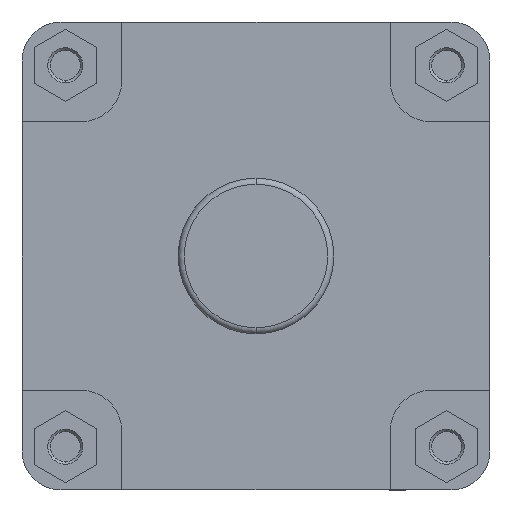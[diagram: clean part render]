
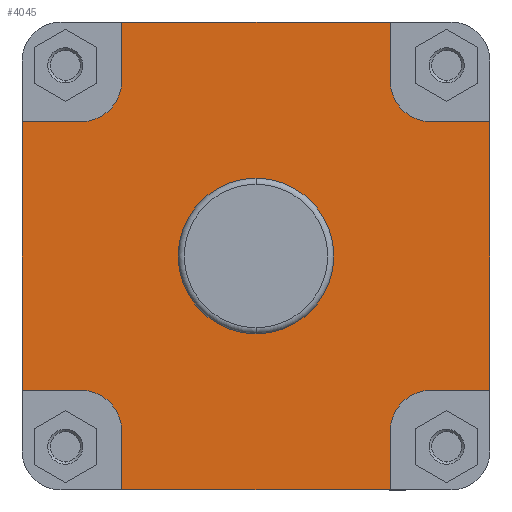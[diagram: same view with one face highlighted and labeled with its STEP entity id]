
A CAD part, left-side view. The second image highlights one B-rep face of the part: STEP entity #4045.
In plain terms, the highlighted planar face has unit normal (-1, 0, 0).
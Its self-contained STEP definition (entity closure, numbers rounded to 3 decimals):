
#514 = CARTESIAN_POINT ( 'NONE',  ( 67., 77.5, -135. ) ) ;
#515 = DIRECTION ( 'NONE',  ( 0., 0., 1. ) ) ;
#528 = CARTESIAN_POINT ( 'NONE',  ( 67., 0., 0. ) ) ;
#529 = DIRECTION ( 'NONE',  ( -1., 0., 0. ) ) ;
#530 = DIRECTION ( 'NONE',  ( 0., 0., 1. ) ) ;
#626 = CARTESIAN_POINT ( 'NONE',  ( 67., -297.141, 135. ) ) ;
#629 = DIRECTION ( 'NONE',  ( 0., -1., 0. ) ) ;
#983 = CARTESIAN_POINT ( 'NONE',  ( 67., 135., 77.5 ) ) ;
#984 = DIRECTION ( 'NONE',  ( 0., -1., 0. ) ) ;
#1052 = CARTESIAN_POINT ( 'NONE',  ( 67., 101., -77.5 ) ) ;
#1053 = DIRECTION ( 'NONE',  ( 0., 1., 0. ) ) ;
#1099 = CARTESIAN_POINT ( 'NONE',  ( 67., -101., 101. ) ) ;
#1106 = DIRECTION ( 'NONE',  ( -1., 0., 0. ) ) ;
#1107 = DIRECTION ( 'NONE',  ( 0., 0., -1. ) ) ;
#1120 = CARTESIAN_POINT ( 'NONE',  ( 67., 101., -101. ) ) ;
#1122 = DIRECTION ( 'NONE',  ( -1., 0., 0. ) ) ;
#1123 = DIRECTION ( 'NONE',  ( 0., 0., -1. ) ) ;
#1200 = CARTESIAN_POINT ( 'NONE',  ( 67., -77.5, -101. ) ) ;
#1202 = DIRECTION ( 'NONE',  ( 0., 0., -1. ) ) ;
#1205 = CARTESIAN_POINT ( 'NONE',  ( 67., -101., 77.5 ) ) ;
#1206 = DIRECTION ( 'NONE',  ( 0., -1., 0. ) ) ;
#1210 = CARTESIAN_POINT ( 'NONE',  ( 67., 0., 0. ) ) ;
#1218 = DIRECTION ( 'NONE',  ( -1., 0., 0. ) ) ;
#1219 = DIRECTION ( 'NONE',  ( 0., 0., 1. ) ) ;
#1224 = CARTESIAN_POINT ( 'NONE',  ( 67., -135., -77.5 ) ) ;
#1225 = DIRECTION ( 'NONE',  ( 0., 1., 0. ) ) ;
#1234 = CARTESIAN_POINT ( 'NONE',  ( 67., -297.141, -135. ) ) ;
#1235 = DIRECTION ( 'NONE',  ( 0., -1., 0. ) ) ;
#1239 = CARTESIAN_POINT ( 'NONE',  ( 67., -101., -101. ) ) ;
#1243 = DIRECTION ( 'NONE',  ( -1., 0., 0. ) ) ;
#1244 = DIRECTION ( 'NONE',  ( 0., 0., -1. ) ) ;
#1272 = CARTESIAN_POINT ( 'NONE',  ( 67., 101., 101. ) ) ;
#1278 = CARTESIAN_POINT ( 'NONE',  ( 67., -135., 0. ) ) ;
#1279 = DIRECTION ( 'NONE',  ( 0., 0., 1. ) ) ;
#1282 = CARTESIAN_POINT ( 'NONE',  ( 67., 77.5, 101. ) ) ;
#1283 = DIRECTION ( 'NONE',  ( 0., 0., 1. ) ) ;
#1285 = DIRECTION ( 'NONE',  ( -1., 0., 0. ) ) ;
#1286 = DIRECTION ( 'NONE',  ( 0., 0., -1. ) ) ;
#1292 = CARTESIAN_POINT ( 'NONE',  ( 67., 135., 0. ) ) ;
#1293 = DIRECTION ( 'NONE',  ( 0., 0., 1. ) ) ;
#1303 = CARTESIAN_POINT ( 'NONE',  ( 67., -77.5, 135. ) ) ;
#1304 = DIRECTION ( 'NONE',  ( 0., 0., -1. ) ) ;
#1428 = EDGE_CURVE ( 'NONE', #4258, #4256, #3580, .T. ) ;
#1434 = EDGE_CURVE ( 'NONE', #4235, #4188, #3594, .T. ) ;
#1477 = EDGE_CURVE ( 'NONE', #4157, #4191, #3658, .T. ) ;
#1616 = EDGE_CURVE ( 'NONE', #4259, #4239, #3889, .T. ) ;
#1648 = EDGE_CURVE ( 'NONE', #4156, #4200, #3954, .T. ) ;
#1669 = EDGE_CURVE ( 'NONE', #4150, #4241, #3986, .T. ) ;
#1675 = EDGE_CURVE ( 'NONE', #4256, #4156, #3993, .T. ) ;
#1711 = EDGE_CURVE ( 'NONE', #4165, #4260, #4503, .T. ) ;
#1713 = EDGE_CURVE ( 'NONE', #4241, #4148, #4515, .T. ) ;
#1717 = EDGE_CURVE ( 'NONE', #4188, #4235, #4524, .T. ) ;
#1720 = EDGE_CURVE ( 'NONE', #4143, #4231, #4519, .T. ) ;
#1725 = EDGE_CURVE ( 'NONE', #4258, #4260, #4535, .T. ) ;
#1729 = EDGE_CURVE ( 'NONE', #4231, #4165, #4542, .T. ) ;
#1743 = EDGE_CURVE ( 'NONE', #4143, #4148, #4562, .T. ) ;
#1745 = EDGE_CURVE ( 'NONE', #4238, #4157, #4568, .T. ) ;
#1746 = EDGE_CURVE ( 'NONE', #4239, #4238, #4572, .T. ) ;
#1749 = EDGE_CURVE ( 'NONE', #4200, #4259, #4575, .T. ) ;
#1754 = EDGE_CURVE ( 'NONE', #4191, #4150, #4582, .T. ) ;
#1918 = AXIS2_PLACEMENT_3D ( 'NONE', #528, #529, #530 ) ;
#1997 = AXIS2_PLACEMENT_3D ( 'NONE', #1099, #1106, #1107 ) ;
#2001 = AXIS2_PLACEMENT_3D ( 'NONE', #1120, #1122, #1123 ) ;
#2012 = AXIS2_PLACEMENT_3D ( 'NONE', #1210, #1218, #1219 ) ;
#2016 = AXIS2_PLACEMENT_3D ( 'NONE', #1239, #1243, #1244 ) ;
#2023 = AXIS2_PLACEMENT_3D ( 'NONE', #1272, #1285, #1286 ) ;
#2232 = AXIS2_PLACEMENT_3D ( 'NONE', #6453, #6463, #6464 ) ;
#3159 = EDGE_LOOP ( 'NONE', ( #4367, #4457, #4445, #4465, #4428, #4467, #4384, #4471, #4442, #4444, #4472, #4462, #4437, #4451, #4415, #4403 ) ) ;
#3366 = EDGE_LOOP ( 'NONE', ( #4480, #4479 ) ) ;
#3580 = LINE ( 'NONE', #514, #3581 ) ;
#3581 = VECTOR ( 'NONE', #515, 1000. ) ;
#3594 = CIRCLE ( 'NONE', #1918, 44.9 ) ;
#3658 = LINE ( 'NONE', #626, #3666 ) ;
#3666 = VECTOR ( 'NONE', #629, 1000. ) ;
#3889 = LINE ( 'NONE', #983, #3891 ) ;
#3891 = VECTOR ( 'NONE', #984, 1000. ) ;
#3954 = LINE ( 'NONE', #1052, #3955 ) ;
#3955 = VECTOR ( 'NONE', #1053, 1000. ) ;
#3986 = CIRCLE ( 'NONE', #1997, 23.5 ) ;
#3993 = CIRCLE ( 'NONE', #2001, 23.5 ) ;
#4045 = ADVANCED_FACE ( 'NONE', ( #5108, #5106 ), #6462, .F. ) ;
#4143 = VERTEX_POINT ( 'NONE', #6813 ) ;
#4148 = VERTEX_POINT ( 'NONE', #6816 ) ;
#4150 = VERTEX_POINT ( 'NONE', #6818 ) ;
#4156 = VERTEX_POINT ( 'NONE', #6844 ) ;
#4157 = VERTEX_POINT ( 'NONE', #6845 ) ;
#4165 = VERTEX_POINT ( 'NONE', #6853 ) ;
#4188 = VERTEX_POINT ( 'NONE', #6876 ) ;
#4191 = VERTEX_POINT ( 'NONE', #6879 ) ;
#4200 = VERTEX_POINT ( 'NONE', #6888 ) ;
#4231 = VERTEX_POINT ( 'NONE', #6918 ) ;
#4235 = VERTEX_POINT ( 'NONE', #6922 ) ;
#4238 = VERTEX_POINT ( 'NONE', #6925 ) ;
#4239 = VERTEX_POINT ( 'NONE', #6926 ) ;
#4241 = VERTEX_POINT ( 'NONE', #6928 ) ;
#4256 = VERTEX_POINT ( 'NONE', #6943 ) ;
#4258 = VERTEX_POINT ( 'NONE', #6945 ) ;
#4259 = VERTEX_POINT ( 'NONE', #6946 ) ;
#4260 = VERTEX_POINT ( 'NONE', #6947 ) ;
#4367 = ORIENTED_EDGE ( 'NONE', *, *, #1725, .T. ) ;
#4384 = ORIENTED_EDGE ( 'NONE', *, *, #1669, .F. ) ;
#4403 = ORIENTED_EDGE ( 'NONE', *, *, #1428, .F. ) ;
#4415 = ORIENTED_EDGE ( 'NONE', *, *, #1675, .F. ) ;
#4428 = ORIENTED_EDGE ( 'NONE', *, *, #1743, .T. ) ;
#4437 = ORIENTED_EDGE ( 'NONE', *, *, #1749, .F. ) ;
#4442 = ORIENTED_EDGE ( 'NONE', *, *, #1477, .F. ) ;
#4444 = ORIENTED_EDGE ( 'NONE', *, *, #1745, .F. ) ;
#4445 = ORIENTED_EDGE ( 'NONE', *, *, #1729, .F. ) ;
#4451 = ORIENTED_EDGE ( 'NONE', *, *, #1648, .F. ) ;
#4457 = ORIENTED_EDGE ( 'NONE', *, *, #1711, .F. ) ;
#4462 = ORIENTED_EDGE ( 'NONE', *, *, #1616, .F. ) ;
#4465 = ORIENTED_EDGE ( 'NONE', *, *, #1720, .F. ) ;
#4467 = ORIENTED_EDGE ( 'NONE', *, *, #1713, .F. ) ;
#4471 = ORIENTED_EDGE ( 'NONE', *, *, #1754, .F. ) ;
#4472 = ORIENTED_EDGE ( 'NONE', *, *, #1746, .F. ) ;
#4479 = ORIENTED_EDGE ( 'NONE', *, *, #1717, .F. ) ;
#4480 = ORIENTED_EDGE ( 'NONE', *, *, #1434, .F. ) ;
#4503 = LINE ( 'NONE', #1200, #4511 ) ;
#4511 = VECTOR ( 'NONE', #1202, 1000. ) ;
#4515 = LINE ( 'NONE', #1205, #4516 ) ;
#4516 = VECTOR ( 'NONE', #1206, 1000. ) ;
#4519 = LINE ( 'NONE', #1224, #4523 ) ;
#4523 = VECTOR ( 'NONE', #1225, 1000. ) ;
#4524 = CIRCLE ( 'NONE', #2012, 44.9 ) ;
#4535 = LINE ( 'NONE', #1234, #4536 ) ;
#4536 = VECTOR ( 'NONE', #1235, 1000. ) ;
#4542 = CIRCLE ( 'NONE', #2016, 23.5 ) ;
#4556 = VECTOR ( 'NONE', #1279, 1000. ) ;
#4562 = LINE ( 'NONE', #1278, #4556 ) ;
#4568 = LINE ( 'NONE', #1282, #4569 ) ;
#4569 = VECTOR ( 'NONE', #1283, 1000. ) ;
#4572 = CIRCLE ( 'NONE', #2023, 23.5 ) ;
#4575 = LINE ( 'NONE', #1292, #4576 ) ;
#4576 = VECTOR ( 'NONE', #1293, 1000. ) ;
#4582 = LINE ( 'NONE', #1303, #4583 ) ;
#4583 = VECTOR ( 'NONE', #1304, 1000. ) ;
#5106 = FACE_OUTER_BOUND ( 'NONE', #3159, .T. ) ;
#5108 = FACE_BOUND ( 'NONE', #3366, .T. ) ;
#6453 = CARTESIAN_POINT ( 'NONE',  ( 67., 44.9, 0. ) ) ;
#6462 = PLANE ( 'NONE',  #2232 ) ;
#6463 = DIRECTION ( 'NONE',  ( 1., 0., 0. ) ) ;
#6464 = DIRECTION ( 'NONE',  ( 0., 0., -1. ) ) ;
#6813 = CARTESIAN_POINT ( 'NONE',  ( 67., -135., -77.5 ) ) ;
#6816 = CARTESIAN_POINT ( 'NONE',  ( 67., -135., 77.5 ) ) ;
#6818 = CARTESIAN_POINT ( 'NONE',  ( 67., -77.5, 101. ) ) ;
#6844 = CARTESIAN_POINT ( 'NONE',  ( 67., 101., -77.5 ) ) ;
#6845 = CARTESIAN_POINT ( 'NONE',  ( 67., 77.5, 135. ) ) ;
#6853 = CARTESIAN_POINT ( 'NONE',  ( 67., -77.5, -101. ) ) ;
#6876 = CARTESIAN_POINT ( 'NONE',  ( 67., 0., -44.9 ) ) ;
#6879 = CARTESIAN_POINT ( 'NONE',  ( 67., -77.5, 135. ) ) ;
#6888 = CARTESIAN_POINT ( 'NONE',  ( 67., 135., -77.5 ) ) ;
#6918 = CARTESIAN_POINT ( 'NONE',  ( 67., -101., -77.5 ) ) ;
#6922 = CARTESIAN_POINT ( 'NONE',  ( 67., 0., 44.9 ) ) ;
#6925 = CARTESIAN_POINT ( 'NONE',  ( 67., 77.5, 101. ) ) ;
#6926 = CARTESIAN_POINT ( 'NONE',  ( 67., 101., 77.5 ) ) ;
#6928 = CARTESIAN_POINT ( 'NONE',  ( 67., -101., 77.5 ) ) ;
#6943 = CARTESIAN_POINT ( 'NONE',  ( 67., 77.5, -101. ) ) ;
#6945 = CARTESIAN_POINT ( 'NONE',  ( 67., 77.5, -135. ) ) ;
#6946 = CARTESIAN_POINT ( 'NONE',  ( 67., 135., 77.5 ) ) ;
#6947 = CARTESIAN_POINT ( 'NONE',  ( 67., -77.5, -135. ) ) ;
